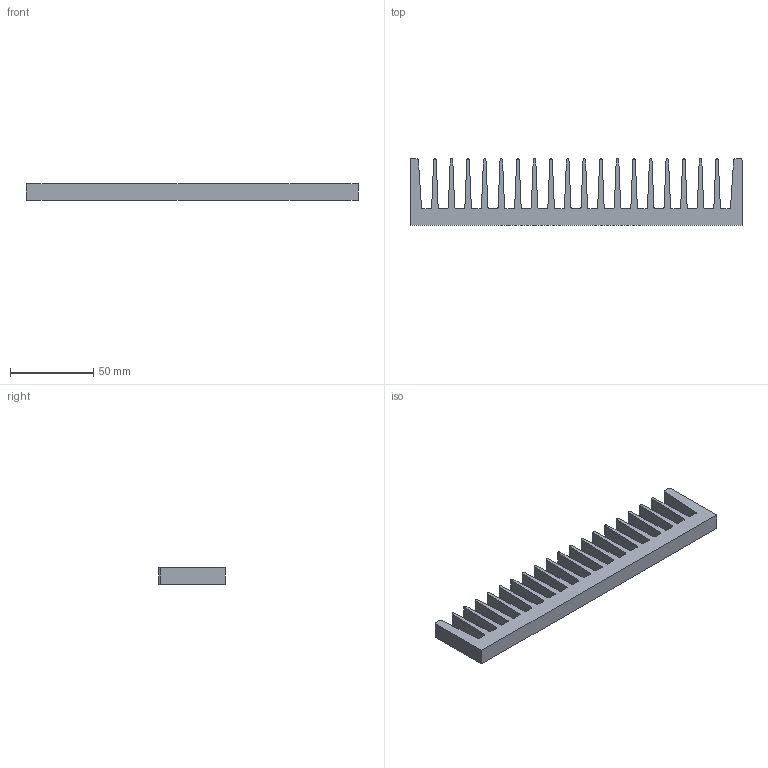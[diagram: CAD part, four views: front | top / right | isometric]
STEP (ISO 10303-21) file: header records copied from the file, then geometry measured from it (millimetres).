
FILE_DESCRIPTION((''),'2;1');
FILE_NAME('SK_47.stp','2013-03-14T15:54:25',('Lochen'),(''),'Autodesk Inventor 2012','Autodesk Inventor 2012','');
FILE_SCHEMA(('AUTOMOTIVE_DESIGN { 1 0 10303 214 1 1 1 1 }'));
Length unit declared in the file: millimetre
Products named in the file (1): SK047
Bounding box: 200 x 40 x 10 mm (x, y, z)
Volume: 38284 mm3; surface area: 23132.2 mm2
Topology: 1 solids, 1 shells, 124 faces, 366 edges, 244 vertices
Faces by surface type: plane 64, cylinder 60
Entity records: 4327 total; most frequent: DIRECTION 736, CARTESIAN_POINT 735, ORIENTED_EDGE 732, EDGE_CURVE 366, VECTOR 246, LINE 246, AXIS2_PLACEMENT_3D 245, VERTEX_POINT 244
